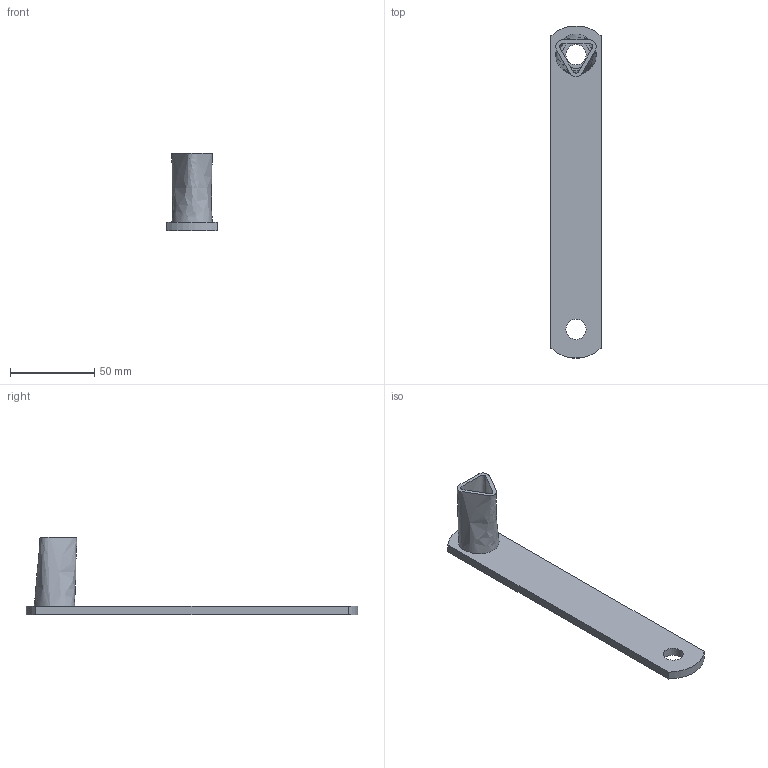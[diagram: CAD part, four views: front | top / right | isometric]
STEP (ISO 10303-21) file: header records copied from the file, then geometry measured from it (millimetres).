
FILE_DESCRIPTION (( 'STEP AP203' ), '1' );
FILE_NAME ('8098-G.STEP', '2023-02-15T11:49:57', ( '' ), ( '' ), 'SwSTEP 2.0', 'SolidWorks 2018', '' );
FILE_SCHEMA (( 'CONFIG_CONTROL_DESIGN' ));
Length unit declared in the file: millimetre
Products named in the file (1): 8098-G
Bounding box: 30 x 196.84 x 46 mm (x, y, z)
Volume: 29082.6 mm3; surface area: 28434.4 mm2
Topology: 1 solids, 1 shells, 260 faces, 698 edges, 468 vertices
Faces by surface type: bspline 131, plane 121, cylinder 8
Full cylindrical faces by diameter (mm): 12 x2, 16.35 x2
Entity records: 18585 total; most frequent: CARTESIAN_POINT 12898, ORIENTED_EDGE 1378, DIRECTION 707, EDGE_CURVE 689, VERTEX_POINT 465, VECTOR 409, LINE 409, EDGE_LOOP 300
